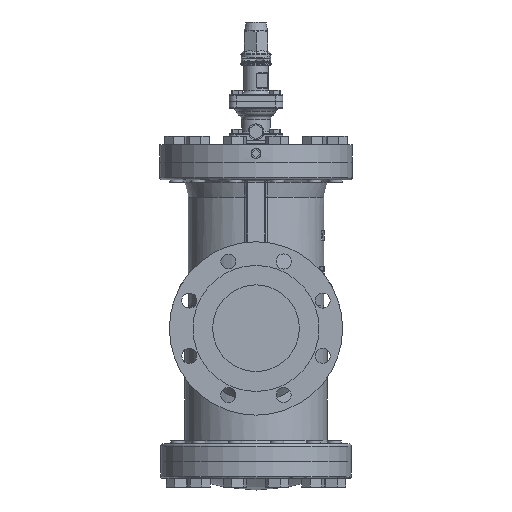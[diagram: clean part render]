
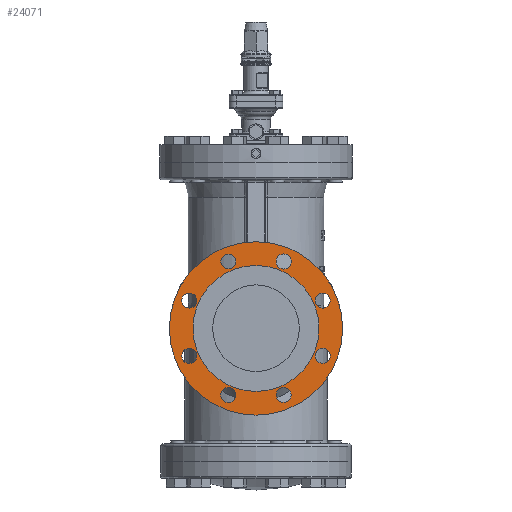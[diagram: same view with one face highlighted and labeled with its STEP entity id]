
A CAD part, left-side view. The second image highlights one B-rep face of the part: STEP entity #24071.
In plain terms, the highlighted planar face has unit normal (-1, 0, 0).
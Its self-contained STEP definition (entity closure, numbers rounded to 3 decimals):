
#23941=CARTESIAN_POINT('',(-237.0,0.,108.603));
#23942=VERTEX_POINT('',#23941);
#23943=CARTESIAN_POINT('',(-237.0,0.0,-0.397));
#23944=DIRECTION('',(-1.0,0.0,0.0));
#23945=DIRECTION('',(0.0,0.0,-1.0));
#23946=AXIS2_PLACEMENT_3D('',#23943,#23944,#23945);
#23947=CIRCLE('',#23946,109.0);
#23948=EDGE_CURVE('',#23942,#23942,#23947,.T.);
#23964=CARTESIAN_POINT('',(-237.0,0.0,-0.397));
#23965=DIRECTION('',(1.0,0.0,0.0));
#23966=DIRECTION('',(0.0,0.0,-1.0));
#23967=AXIS2_PLACEMENT_3D('',#23964,#23965,#23966);
#23968=PLANE('',#23967);
#23969=CARTESIAN_POINT('',(-237.0,0.,149.603));
#23970=VERTEX_POINT('',#23969);
#23971=CARTESIAN_POINT('',(-237.0,0.0,-0.397));
#23972=DIRECTION('',(1.0,0.0,0.0));
#23973=DIRECTION('',(0.0,-1.0,0.0));
#23974=AXIS2_PLACEMENT_3D('',#23971,#23972,#23973);
#23975=CIRCLE('',#23974,150.0);
#23976=EDGE_CURVE('',#23970,#23970,#23975,.T.);
#23977=ORIENTED_EDGE('',*,*,#23976,.F.);
#23978=EDGE_LOOP('',(#23977));
#23979=FACE_OUTER_BOUND('',#23978,.T.);
#23980=CARTESIAN_POINT('',(-237.0,-106.293,38.643));
#23981=VERTEX_POINT('',#23980);
#23982=CARTESIAN_POINT('',(-237.0,-115.485,47.835));
#23983=DIRECTION('',(-1.0,0.0,0.0));
#23984=DIRECTION('',(0.0,-0.707,0.707));
#23985=AXIS2_PLACEMENT_3D('',#23982,#23983,#23984);
#23986=CIRCLE('',#23985,13.0);
#23987=EDGE_CURVE('',#23981,#23981,#23986,.T.);
#23988=ORIENTED_EDGE('',*,*,#23987,.F.);
#23989=EDGE_LOOP('',(#23988));
#23990=FACE_BOUND('',#23989,.T.);
#23991=CARTESIAN_POINT('',(-237.0,-102.485,-47.835));
#23992=VERTEX_POINT('',#23991);
#23993=CARTESIAN_POINT('',(-237.0,-115.485,-47.835));
#23994=DIRECTION('',(-1.0,0.0,0.0));
#23995=DIRECTION('',(0.0,-1.0,0.0));
#23996=AXIS2_PLACEMENT_3D('',#23993,#23994,#23995);
#23997=CIRCLE('',#23996,13.0);
#23998=EDGE_CURVE('',#23992,#23992,#23997,.T.);
#23999=ORIENTED_EDGE('',*,*,#23998,.F.);
#24000=EDGE_LOOP('',(#23999));
#24001=FACE_BOUND('',#24000,.T.);
#24002=CARTESIAN_POINT('',(-237.0,-38.643,-106.293));
#24003=VERTEX_POINT('',#24002);
#24004=CARTESIAN_POINT('',(-237.0,-47.835,-115.485));
#24005=DIRECTION('',(-1.0,0.0,0.0));
#24006=DIRECTION('',(0.0,-0.707,-0.707));
#24007=AXIS2_PLACEMENT_3D('',#24004,#24005,#24006);
#24008=CIRCLE('',#24007,13.0);
#24009=EDGE_CURVE('',#24003,#24003,#24008,.T.);
#24010=ORIENTED_EDGE('',*,*,#24009,.F.);
#24011=EDGE_LOOP('',(#24010));
#24012=FACE_BOUND('',#24011,.T.);
#24013=CARTESIAN_POINT('',(-237.0,47.835,-102.485));
#24014=VERTEX_POINT('',#24013);
#24015=CARTESIAN_POINT('',(-237.0,47.835,-115.485));
#24016=DIRECTION('',(-1.0,0.0,0.0));
#24017=DIRECTION('',(0.0,0.0,-1.0));
#24018=AXIS2_PLACEMENT_3D('',#24015,#24016,#24017);
#24019=CIRCLE('',#24018,13.0);
#24020=EDGE_CURVE('',#24014,#24014,#24019,.T.);
#24021=ORIENTED_EDGE('',*,*,#24020,.F.);
#24022=EDGE_LOOP('',(#24021));
#24023=FACE_BOUND('',#24022,.T.);
#24024=CARTESIAN_POINT('',(-237.0,106.293,-38.643));
#24025=VERTEX_POINT('',#24024);
#24026=CARTESIAN_POINT('',(-237.0,115.485,-47.835));
#24027=DIRECTION('',(-1.,0.0,0.0));
#24028=DIRECTION('',(0.0,0.707,-0.707));
#24029=AXIS2_PLACEMENT_3D('',#24026,#24027,#24028);
#24030=CIRCLE('',#24029,13.0);
#24031=EDGE_CURVE('',#24025,#24025,#24030,.T.);
#24032=ORIENTED_EDGE('',*,*,#24031,.F.);
#24033=EDGE_LOOP('',(#24032));
#24034=FACE_BOUND('',#24033,.T.);
#24035=CARTESIAN_POINT('',(-237.0,102.485,47.835));
#24036=VERTEX_POINT('',#24035);
#24037=CARTESIAN_POINT('',(-237.0,115.485,47.835));
#24038=DIRECTION('',(-1.0,0.0,0.0));
#24039=DIRECTION('',(0.0,1.0,0.0));
#24040=AXIS2_PLACEMENT_3D('',#24037,#24038,#24039);
#24041=CIRCLE('',#24040,13.0);
#24042=EDGE_CURVE('',#24036,#24036,#24041,.T.);
#24043=ORIENTED_EDGE('',*,*,#24042,.F.);
#24044=EDGE_LOOP('',(#24043));
#24045=FACE_BOUND('',#24044,.T.);
#24046=CARTESIAN_POINT('',(-237.0,38.643,106.293));
#24047=VERTEX_POINT('',#24046);
#24048=CARTESIAN_POINT('',(-237.0,47.835,115.485));
#24049=DIRECTION('',(-1.,0.0,0.0));
#24050=DIRECTION('',(0.0,0.707,0.707));
#24051=AXIS2_PLACEMENT_3D('',#24048,#24049,#24050);
#24052=CIRCLE('',#24051,13.0);
#24053=EDGE_CURVE('',#24047,#24047,#24052,.T.);
#24054=ORIENTED_EDGE('',*,*,#24053,.F.);
#24055=EDGE_LOOP('',(#24054));
#24056=FACE_BOUND('',#24055,.T.);
#24057=CARTESIAN_POINT('',(-237.0,-47.835,102.485));
#24058=VERTEX_POINT('',#24057);
#24059=CARTESIAN_POINT('',(-237.0,-47.835,115.485));
#24060=DIRECTION('',(-1.0,0.0,0.0));
#24061=DIRECTION('',(0.0,0.0,1.0));
#24062=AXIS2_PLACEMENT_3D('',#24059,#24060,#24061);
#24063=CIRCLE('',#24062,13.0);
#24064=EDGE_CURVE('',#24058,#24058,#24063,.T.);
#24065=ORIENTED_EDGE('',*,*,#24064,.F.);
#24066=EDGE_LOOP('',(#24065));
#24067=FACE_BOUND('',#24066,.T.);
#24068=ORIENTED_EDGE('',*,*,#23948,.F.);
#24069=EDGE_LOOP('',(#24068));
#24070=FACE_BOUND('',#24069,.T.);
#24071=ADVANCED_FACE('',(#23979,#23990,#24001,#24012,#24023,#24034,#24045,#24056,#24067,#24070),#23968,.F.);
